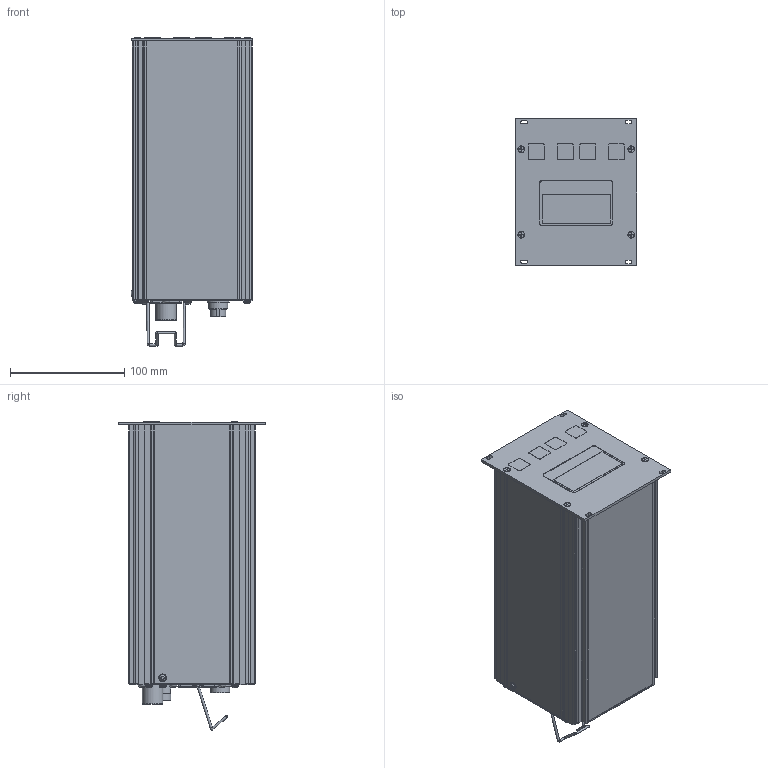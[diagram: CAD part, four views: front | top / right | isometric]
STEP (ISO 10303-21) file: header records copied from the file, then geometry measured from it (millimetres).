
FILE_DESCRIPTION((''),'2;1');
FILE_NAME('PM902254.stp','2009-09-14T14:32:17',('LEIB'),(''),'Autodesk Inventor 2009','Autodesk Inventor 2009','');
FILE_SCHEMA(('AUTOMOTIVE_DESIGN { 1 0 10303 214 1 1 1 1 }'));
Length unit declared in the file: millimetre
Products named in the file (1): Bauteil141
Bounding box: 106.9 x 128.5 x 270.3 mm (x, y, z)
Volume: 2562512.2 mm3; surface area: 142006.4 mm2
Topology: 1 solids, 7 shells, 702 faces, 1849 edges, 1191 vertices
Faces by surface type: plane 385, cylinder 146, torus 81, cone 63, bspline 16, sphere 11
Full cylindrical faces by diameter (mm): 2 x7, 2.8 x4, 3 x8, 3.4 x4, 5.6 x4, 6 x10, 6.7 x1, 11 x1, 14 x1, 16.8 x1, 18 x1, 19.6 x1
Entity records: 24289 total; most frequent: CARTESIAN_POINT 6715, DIRECTION 3476, ORIENTED_EDGE 3420, EDGE_CURVE 1710, AXIS2_PLACEMENT_3D 1263, VERTEX_POINT 1153, VECTOR 950, LINE 950
